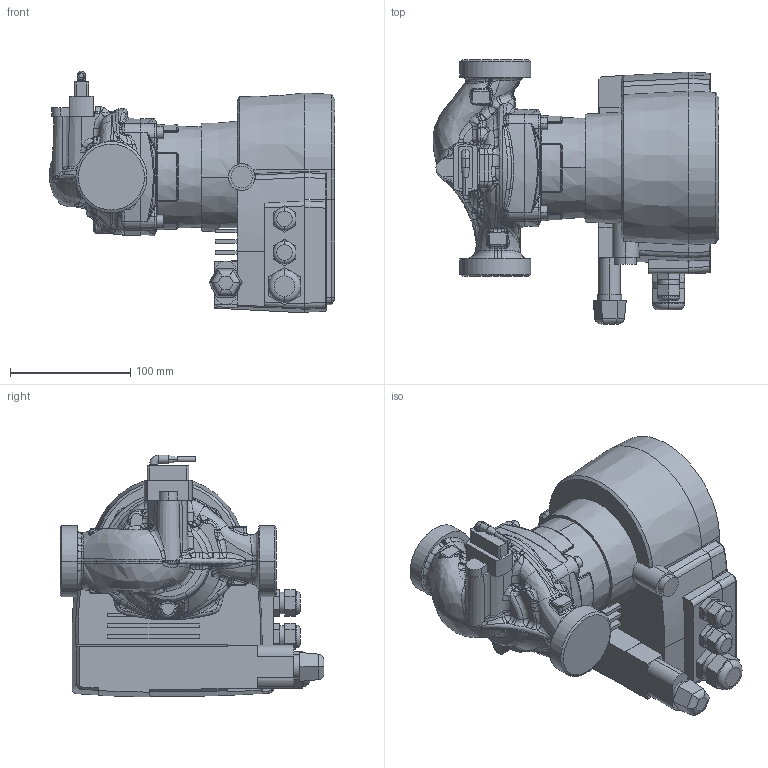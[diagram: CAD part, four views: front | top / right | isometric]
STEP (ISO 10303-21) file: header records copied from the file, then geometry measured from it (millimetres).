
FILE_DESCRIPTION (( 'STEP AP214' ), '1' );
FILE_NAME ('ModulA BLUE 32-x 180 961818_00.STEP', '2014-11-04T15:43:10', ( '' ), ( '' ), 'SwSTEP 2.0', 'SolidWorks 2011', '' );
FILE_SCHEMA (( 'AUTOMOTIVE_DESIGN' ));
Length unit declared in the file: millimetre
Products named in the file (1): ModulA BLUE 32-x 180 961818_00
Bounding box: 238.06 x 219.82 x 201.31 mm (x, y, z)
Volume: 3318426.2 mm3; surface area: 287930.6 mm2
Topology: 6 solids, 10 shells, 1411 faces, 3357 edges, 1971 vertices
Faces by surface type: bspline 879, plane 257, cylinder 159, cone 89, torus 27
Entity records: 116642 total; most frequent: CARTESIAN_POINT 75321, ORIENTED_EDGE 6676, DIRECTION 3379, EDGE_CURVE 3338, VERTEX_POINT 1971, B_SPLINE_CURVE_WITH_KNOTS 1741, EDGE_LOOP 1437, UNCERTAINTY_MEASURE_WITH_UNIT 1419
